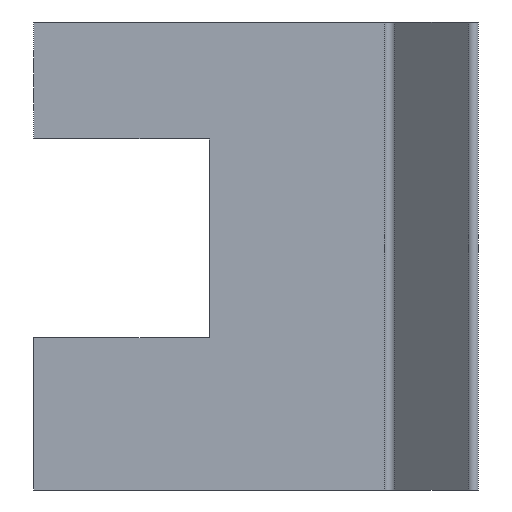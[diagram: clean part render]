
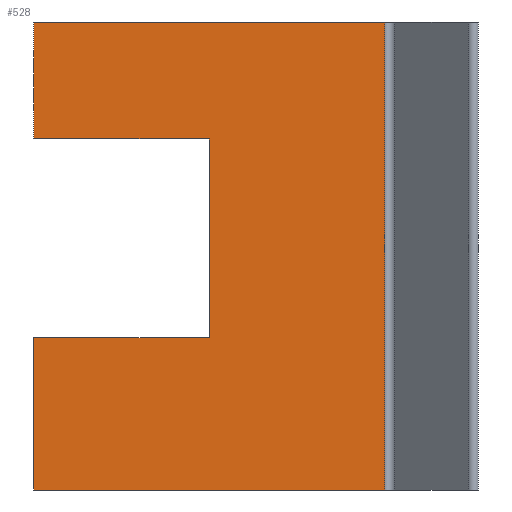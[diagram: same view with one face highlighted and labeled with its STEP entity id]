
A CAD part, front view. The second image highlights one B-rep face of the part: STEP entity #528.
In plain terms, the highlighted planar face has unit normal (0, -1, 0).
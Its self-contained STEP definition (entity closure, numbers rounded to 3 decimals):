
#163 = VERTEX_POINT('',#164);
#164 = CARTESIAN_POINT('',(-15.,-40.,0.));
#170 = EDGE_CURVE('',#171,#163,#173,.T.);
#171 = VERTEX_POINT('',#172);
#172 = CARTESIAN_POINT('',(15.,-40.,0.));
#173 = LINE('',#174,#175);
#174 = CARTESIAN_POINT('',(15.,-40.,0.));
#175 = VECTOR('',#176,1.);
#176 = DIRECTION('',(-1.,0.,0.));
#285 = VERTEX_POINT('',#286);
#286 = CARTESIAN_POINT('',(15.,-40.,40.));
#292 = EDGE_CURVE('',#285,#293,#295,.T.);
#293 = VERTEX_POINT('',#294);
#294 = CARTESIAN_POINT('',(-15.,-40.,40.));
#295 = LINE('',#296,#297);
#296 = CARTESIAN_POINT('',(15.,-40.,40.));
#297 = VECTOR('',#298,1.);
#298 = DIRECTION('',(-1.,0.,0.));
#457 = EDGE_CURVE('',#171,#285,#458,.T.);
#458 = LINE('',#459,#460);
#459 = CARTESIAN_POINT('',(15.,-40.,0.));
#460 = VECTOR('',#461,1.);
#461 = DIRECTION('',(0.,0.,1.));
#528 = ADVANCED_FACE('',(#529),#572,.T.);
#529 = FACE_BOUND('',#530,.T.);
#530 = EDGE_LOOP('',(#531,#532,#533,#534,#542,#550,#558,#566));
#531 = ORIENTED_EDGE('',*,*,#170,.F.);
#532 = ORIENTED_EDGE('',*,*,#457,.T.);
#533 = ORIENTED_EDGE('',*,*,#292,.T.);
#534 = ORIENTED_EDGE('',*,*,#535,.F.);
#535 = EDGE_CURVE('',#536,#293,#538,.T.);
#536 = VERTEX_POINT('',#537);
#537 = CARTESIAN_POINT('',(-15.,-40.,30.));
#538 = LINE('',#539,#540);
#539 = CARTESIAN_POINT('',(-15.,-40.,0.));
#540 = VECTOR('',#541,1.);
#541 = DIRECTION('',(0.,0.,1.));
#542 = ORIENTED_EDGE('',*,*,#543,.T.);
#543 = EDGE_CURVE('',#536,#544,#546,.T.);
#544 = VERTEX_POINT('',#545);
#545 = CARTESIAN_POINT('',(0.,-40.,30.));
#546 = LINE('',#547,#548);
#547 = CARTESIAN_POINT('',(-18.,-40.,30.));
#548 = VECTOR('',#549,1.);
#549 = DIRECTION('',(1.,0.,0.));
#550 = ORIENTED_EDGE('',*,*,#551,.T.);
#551 = EDGE_CURVE('',#544,#552,#554,.T.);
#552 = VERTEX_POINT('',#553);
#553 = CARTESIAN_POINT('',(0.,-40.,13.));
#554 = LINE('',#555,#556);
#555 = CARTESIAN_POINT('',(0.,-40.,30.));
#556 = VECTOR('',#557,1.);
#557 = DIRECTION('',(0.,0.,-1.));
#558 = ORIENTED_EDGE('',*,*,#559,.T.);
#559 = EDGE_CURVE('',#552,#560,#562,.T.);
#560 = VERTEX_POINT('',#561);
#561 = CARTESIAN_POINT('',(-15.,-40.,13.));
#562 = LINE('',#563,#564);
#563 = CARTESIAN_POINT('',(0.,-40.,13.));
#564 = VECTOR('',#565,1.);
#565 = DIRECTION('',(-1.,0.,0.));
#566 = ORIENTED_EDGE('',*,*,#567,.F.);
#567 = EDGE_CURVE('',#163,#560,#568,.T.);
#568 = LINE('',#569,#570);
#569 = CARTESIAN_POINT('',(-15.,-40.,0.));
#570 = VECTOR('',#571,1.);
#571 = DIRECTION('',(0.,0.,1.));
#572 = PLANE('',#573);
#573 = AXIS2_PLACEMENT_3D('',#574,#575,#576);
#574 = CARTESIAN_POINT('',(15.,-40.,0.));
#575 = DIRECTION('',(0.,-1.,0.));
#576 = DIRECTION('',(-1.,0.,0.));
